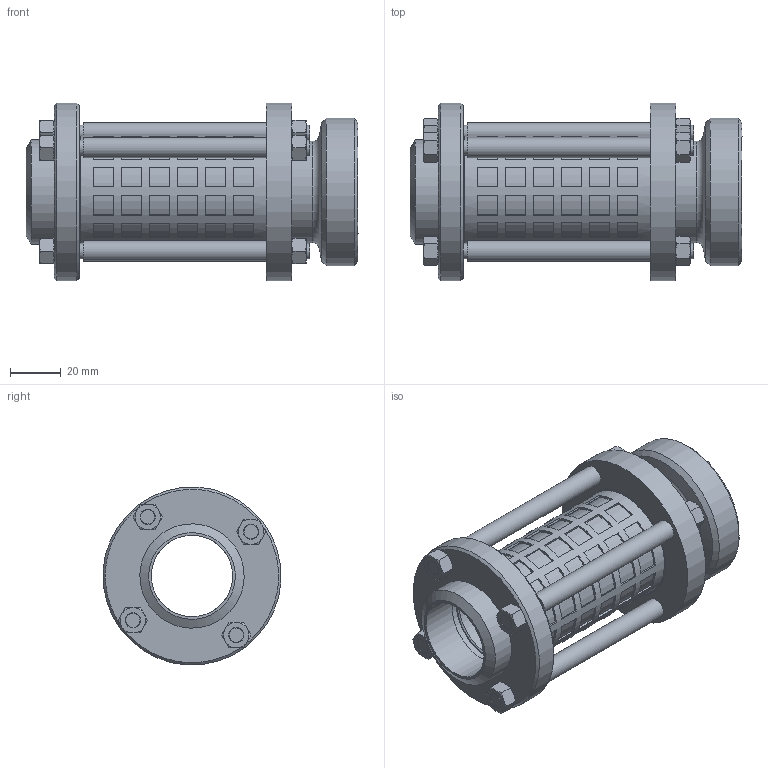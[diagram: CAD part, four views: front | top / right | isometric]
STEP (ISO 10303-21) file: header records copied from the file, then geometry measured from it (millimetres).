
FILE_DESCRIPTION(/* description */ (''),/* implementation_level */ '2;1');
FILE_NAME(/* name */ '51030032000.stp',/* time_stamp */ '2016-03-15T10:14:09+01:00',/* author */ ('Struska'),/* organization */ ('BUPOSPOL'),/* preprocessor_version */ 'ST-DEVELOPER v15.6',/* originating_system */ 'Autodesk Inventor 2015',/* authorisation */ '');
FILE_SCHEMA (('CONFIG_CONTROL_DESIGN'));
Length unit declared in the file: millimetre
Products named in the file (1): 51030032000
Bounding box: 130.4 x 69.89 x 69.89 mm (x, y, z)
Volume: 146038.1 mm3; surface area: 74527.7 mm2
Topology: 2 solids, 8 shells, 544 faces, 1428 edges, 919 vertices
Faces by surface type: plane 387, cone 111, cylinder 44, torus 2
Full cylindrical faces by diameter (mm): 6 x12, 6.2 x8, 8 x4, 32 x3, 34 x2, 36 x1, 40 x4, 41 x1, 42.4 x1, 44 x1, 45 x2, 45.5 x2, 58 x1, 70 x2
Entity records: 16768 total; most frequent: CARTESIAN_POINT 3123, DIRECTION 2712, ORIENTED_EDGE 2630, EDGE_CURVE 1315, AXIS2_PLACEMENT_3D 1044, VERTEX_POINT 879, EDGE_LOOP 804, LINE 624
